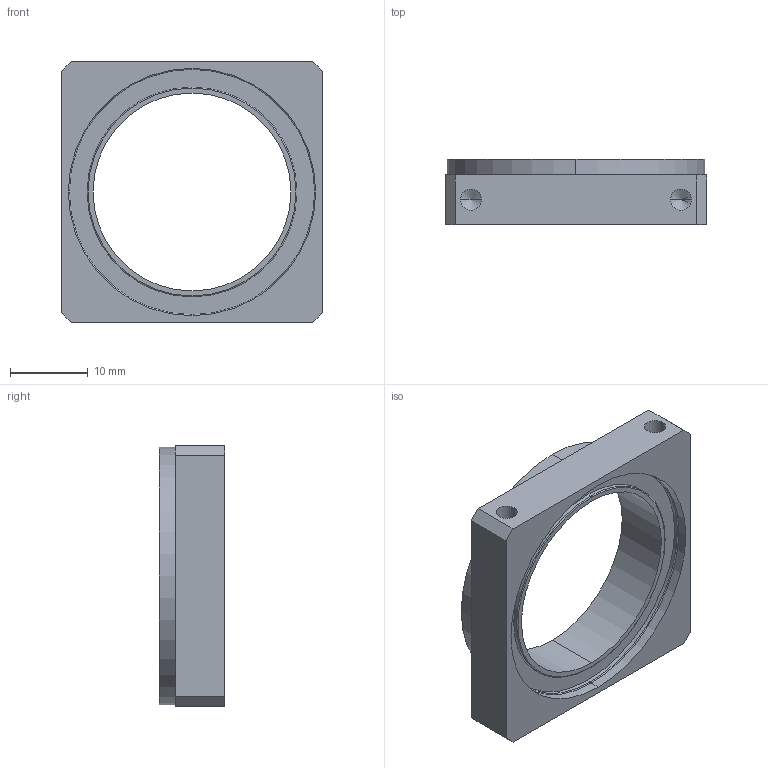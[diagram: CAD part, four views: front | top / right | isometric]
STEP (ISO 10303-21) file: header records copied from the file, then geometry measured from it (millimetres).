
FILE_DESCRIPTION (( 'STEP AP203' ), '1' );
FILE_NAME ('ROB-12282.STEP', '2014-12-06T02:58:57', ( '' ), ( '' ), 'SwSTEP 2.0', 'SolidWorks 2014', '' );
FILE_SCHEMA (( 'CONFIG_CONTROL_DESIGN' ));
Length unit declared in the file: inch
Products named in the file (1): ROB-12282
Bounding box: 33.53 x 8.38 x 33.53 mm (x, y, z)
Volume: 3861.6 mm3; surface area: 3350.1 mm2
Topology: 1 solids, 1 shells, 53 faces, 120 edges, 70 vertices
Faces by surface type: cylinder 22, plane 15, cone 8, torus 8
Entity records: 1515 total; most frequent: DIRECTION 278, CARTESIAN_POINT 236, ORIENTED_EDGE 224, AXIS2_PLACEMENT_3D 112, EDGE_CURVE 112, VERTEX_POINT 70, EDGE_LOOP 64, CIRCLE 58
